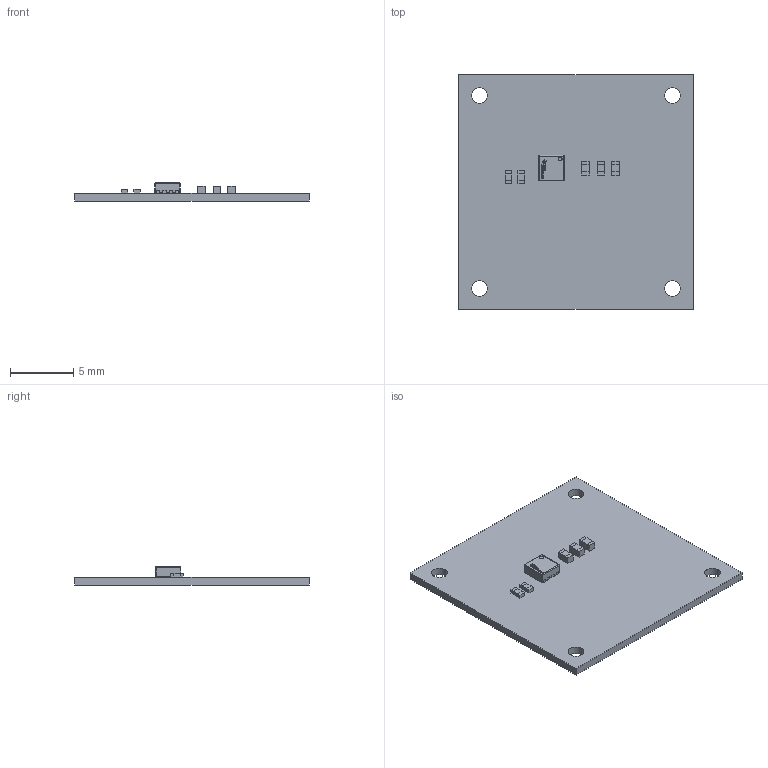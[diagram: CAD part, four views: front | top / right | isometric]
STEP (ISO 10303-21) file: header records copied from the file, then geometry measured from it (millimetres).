
FILE_DESCRIPTION(/* description */ (''),/* implementation_level */ '2;1');
FILE_NAME(/* name */ 'CoilCell PCB.step',/* time_stamp */ '2024-07-08T09:31:54+02:00',/* author */ (''),/* organization */ (''),/* preprocessor_version */ 'ST-DEVELOPER v20',/* originating_system */ 'Autodesk Translation Framework v13.14.0.145',/* authorisation */ '');
FILE_SCHEMA (('AUTOMOTIVE_DESIGN { 1 0 10303 214 3 1 1 }'));
Length unit declared in the file: millimetre
Products named in the file (22): PCB; Board; Open CASCADE STEP translator 7.5 1.1.1; R1; D1; 6129789776; Extruded; 6129789936; Extruded (1); C1; U1; IC_Texas_Instruments_DRV8837DSGR_eec; 1; 2; circle; Texas Instruments; C2; C3; 6242067024; Extruded (3); 6242066784; Extruded (2)
Assembly tree (32 placements, depth 4):
  PCB
    Board
      Open CASCADE STEP translator 7.5 1.1.1
    R1
      6129789776  x2
        Extruded
      6129789936
        Extruded (1)
    D1
      6129789776  x2
        Extruded
      6129789936
        Extruded (1)
    C1
      6242066784  x2
        Extruded (2)
      6242067024
        Extruded (3)
    U1
      IC_Texas_Instruments_DRV8837DSGR_eec
        1
        2
        circle
        Texas Instruments
    C2
      6242067024
        Extruded (3)
      6242066784  x2
        Extruded (2)
    C3
      6242067024
        Extruded (3)
      6242066784  x2
        Extruded (2)
Bounding box: 18.5 x 18.5 x 1.43 mm (x, y, z)
Volume: 214.9 mm3; surface area: 771.4 mm2
Topology: 45 solids, 45 shells, 632 faces, 1611 edges, 1070 vertices
Faces by surface type: plane 433, bspline 166, cylinder 29, sphere 4
Full cylindrical faces by diameter (mm): 0.3 x1, 1.25 x4
Entity records: 18792 total; most frequent: CARTESIAN_POINT 5283, ORIENTED_EDGE 2958, DIRECTION 2137, EDGE_CURVE 1479, LINE 1089, VECTOR 1089, VERTEX_POINT 982, EDGE_LOOP 579
